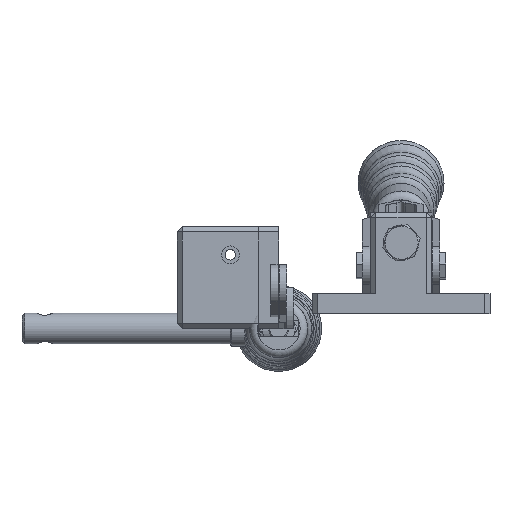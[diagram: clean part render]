
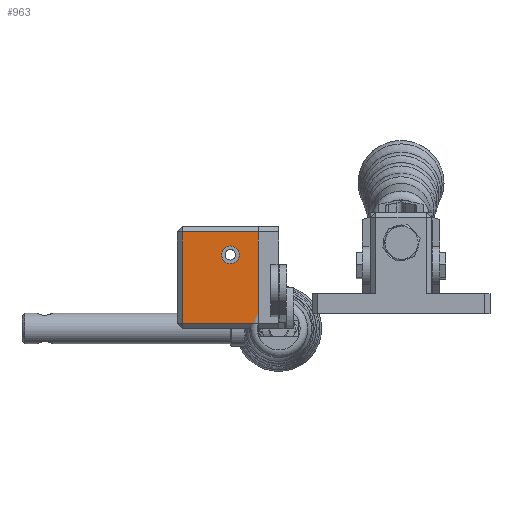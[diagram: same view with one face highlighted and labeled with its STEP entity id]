
A CAD part, left-side view. The second image highlights one B-rep face of the part: STEP entity #963.
In plain terms, the highlighted planar face has unit normal (-1, 0, 0).
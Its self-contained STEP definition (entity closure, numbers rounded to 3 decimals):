
#963 = ADVANCED_FACE( '', ( #2094, #2095 ), #2096, .T. );
#2094 = FACE_BOUND( '', #3251, .T. );
#2095 = FACE_OUTER_BOUND( '', #3252, .T. );
#2096 = PLANE( '', #3253 );
#3251 = EDGE_LOOP( '', ( #5452 ) );
#3252 = EDGE_LOOP( '', ( #5453, #5454, #5455, #5456 ) );
#3253 = AXIS2_PLACEMENT_3D( '', #5457, #5458, #5459 );
#5452 = ORIENTED_EDGE( '', *, *, #6125, .T. );
#5453 = ORIENTED_EDGE( '', *, *, #6234, .F. );
#5454 = ORIENTED_EDGE( '', *, *, #6049, .T. );
#5455 = ORIENTED_EDGE( '', *, *, #6002, .T. );
#5456 = ORIENTED_EDGE( '', *, *, #5908, .T. );
#5457 = CARTESIAN_POINT( '', ( -47., 40., 40. ) );
#5458 = DIRECTION( '', ( -1., 0., 0. ) );
#5459 = DIRECTION( '', ( 0., 0., 1. ) );
#5908 = EDGE_CURVE( '', #6991, #6989, #6992, .T. );
#6002 = EDGE_CURVE( '', #7123, #6991, #7124, .T. );
#6049 = EDGE_CURVE( '', #7183, #7123, #7184, .T. );
#6125 = EDGE_CURVE( '', #7283, #7283, #7284, .T. );
#6234 = EDGE_CURVE( '', #7183, #6989, #7413, .T. );
#6989 = VERTEX_POINT( '', #8670 );
#6991 = VERTEX_POINT( '', #8673 );
#6992 = LINE( '', #8674, #8675 );
#7123 = VERTEX_POINT( '', #8858 );
#7124 = LINE( '', #8859, #8860 );
#7183 = VERTEX_POINT( '', #8937 );
#7184 = LINE( '', #8938, #8939 );
#7283 = VERTEX_POINT( '', #9068 );
#7284 = CIRCLE( '', #9069, 3.5 );
#7413 = LINE( '', #9217, #9218 );
#8670 = CARTESIAN_POINT( '', ( -47., 8., 2. ) );
#8673 = CARTESIAN_POINT( '', ( -47., 38., 2. ) );
#8674 = CARTESIAN_POINT( '', ( -47., 8., 2. ) );
#8675 = VECTOR( '', #9865, 1000. );
#8858 = CARTESIAN_POINT( '', ( -47., 38., 38. ) );
#8859 = CARTESIAN_POINT( '', ( -47., 38., 0. ) );
#8860 = VECTOR( '', #9972, 1000. );
#8937 = CARTESIAN_POINT( '', ( -47., 8., 38. ) );
#8938 = CARTESIAN_POINT( '', ( -47., 40., 38. ) );
#8939 = VECTOR( '', #10012, 1000. );
#9068 = CARTESIAN_POINT( '', ( -47., 19., 32.5 ) );
#9069 = AXIS2_PLACEMENT_3D( '', #10091, #10092, #10093 );
#9217 = CARTESIAN_POINT( '', ( -47., 8., 40. ) );
#9218 = VECTOR( '', #10167, 1000. );
#9865 = DIRECTION( '', ( 0., -1., 0. ) );
#9972 = DIRECTION( '', ( 0., 0., -1. ) );
#10012 = DIRECTION( '', ( 0., 1., 0. ) );
#10091 = CARTESIAN_POINT( '', ( -47., 19., 29. ) );
#10092 = DIRECTION( '', ( 1., 0., 0. ) );
#10093 = DIRECTION( '', ( 0., 0., 1. ) );
#10167 = DIRECTION( '', ( 0., 0., -1. ) );
